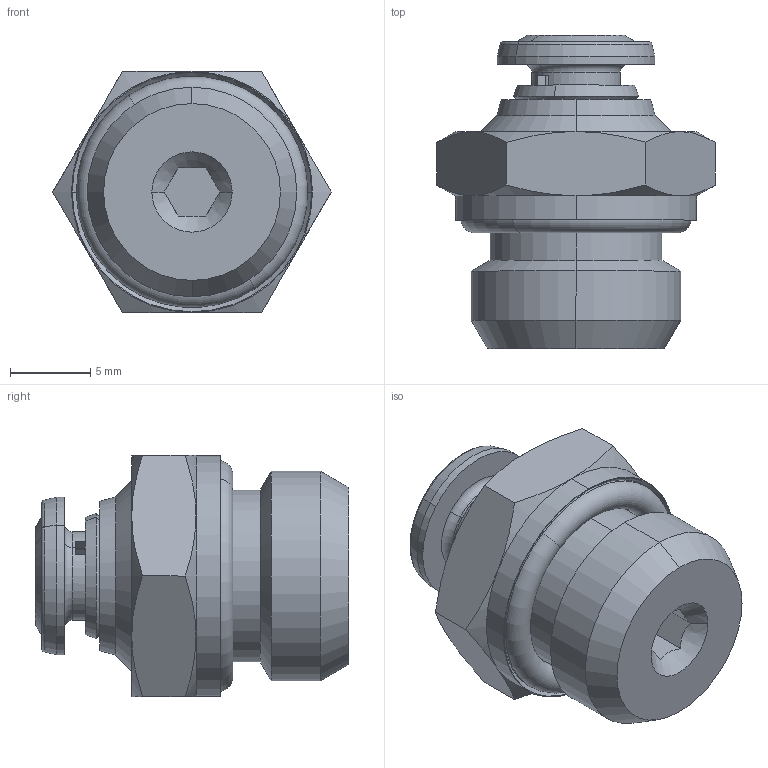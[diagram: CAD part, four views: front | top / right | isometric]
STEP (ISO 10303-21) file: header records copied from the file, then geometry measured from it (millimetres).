
FILE_DESCRIPTION (( 'STEP AP214' ), '1' );
FILE_NAME ('6002000002.step', '2012-10-16T16:30:57', ( '' ), ( '' ), 'SwSTEP 2.0', 'SolidWorks 2012', '' );
FILE_SCHEMA (( 'AUTOMOTIVE_DESIGN' ));
Length unit declared in the file: millimetre
Products named in the file (1): 6002000002
Bounding box: 17.32 x 19.5 x 15 mm (x, y, z)
Volume: 2234.5 mm3; surface area: 1485.8 mm2
Topology: 1 solids, 1 shells, 94 faces, 214 edges, 128 vertices
Faces by surface type: cone 36, plane 28, torus 16, cylinder 14
Entity records: 3832 total; most frequent: CARTESIAN_POINT 615, DIRECTION 486, ORIENTED_EDGE 428, EDGE_CURVE 214, AXIS2_PLACEMENT_3D 207, VERTEX_POINT 128, CIRCLE 112, EDGE_LOOP 104
